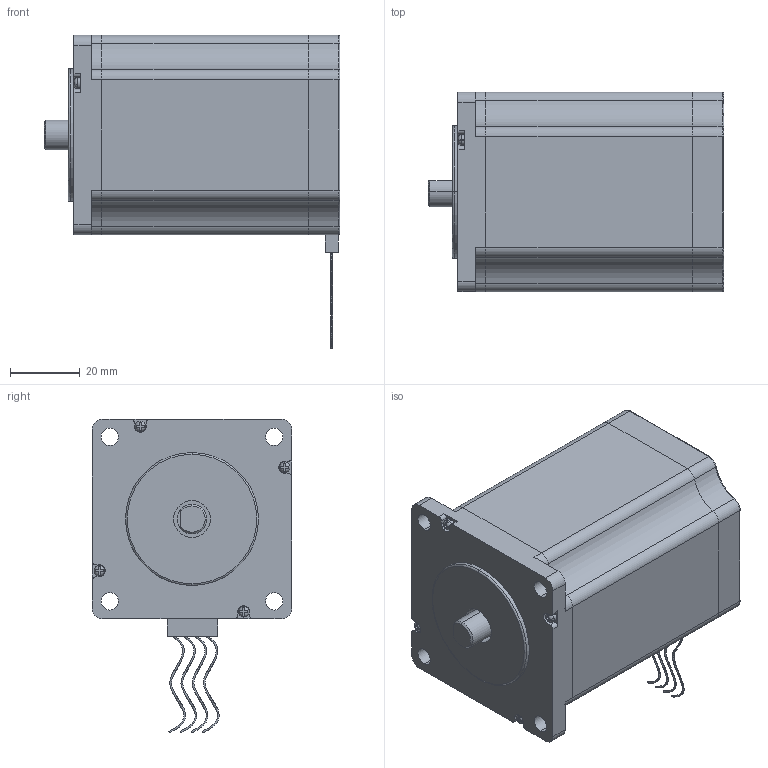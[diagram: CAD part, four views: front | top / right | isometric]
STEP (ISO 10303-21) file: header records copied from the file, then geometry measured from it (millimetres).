
FILE_DESCRIPTION (( 'STEP AP214' ), '1' );
FILE_NAME ('57HS7630A4XG.STEP', '2023-02-16T03:23:03', ( 'Windows 蚚誧' ), ( 'Organization' ), 'SwSTEP 2.0', 'SolidWorks 2021', '' );
FILE_SCHEMA (( 'AUTOMOTIVE_DESIGN' ));
Length unit declared in the file: millimetre
Products named in the file (1): 57HS7630A4XG
Bounding box: 84.5 x 57 x 89.55 mm (x, y, z)
Volume: 225285.1 mm3; surface area: 35363.1 mm2
Topology: 4 solids, 4 shells, 275 faces, 713 edges, 462 vertices
Faces by surface type: plane 122, cylinder 110, torus 24, cone 11, bspline 8
Entity records: 10256 total; most frequent: CARTESIAN_POINT 2961, DIRECTION 1434, ORIENTED_EDGE 1426, EDGE_CURVE 713, AXIS2_PLACEMENT_3D 559, VERTEX_POINT 462, LINE 316, VECTOR 316
